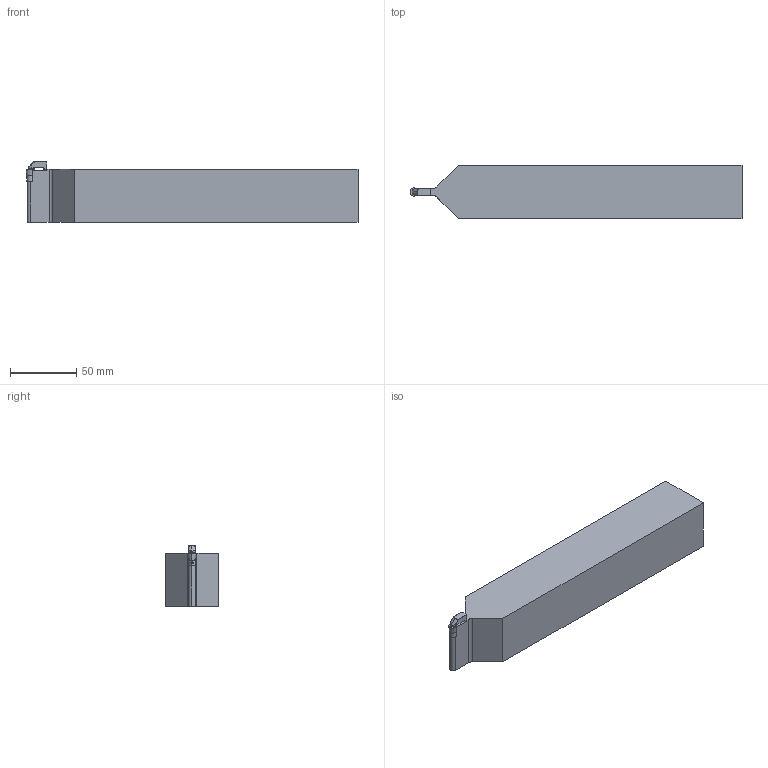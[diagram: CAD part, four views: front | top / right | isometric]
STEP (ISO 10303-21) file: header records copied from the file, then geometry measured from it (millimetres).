
FILE_DESCRIPTION (( 'STEP AP214' ), '1' );
FILE_NAME ('CRDCN-4040-S06CV-LIGHT.STP', '2023-10-25T17:03:03', ( '' ), ( '' ), 'SwSTEP 2.0', 'SolidWorks 2018', '' );
FILE_SCHEMA (( 'AUTOMOTIVE_DESIGN' ));
Length unit declared in the file: millimetre
Products named in the file (1): CRDCN-4040-S06CV-LIGHT
Bounding box: 250 x 40 x 45.5 mm (x, y, z)
Volume: 361299.8 mm3; surface area: 40750.2 mm2
Topology: 2 solids, 2 shells, 159 faces, 404 edges, 246 vertices
Faces by surface type: plane 80, cylinder 49, cone 24, bspline 4, torus 2
Entity records: 7718 total; most frequent: CARTESIAN_POINT 2263, ORIENTED_EDGE 804, DIRECTION 724, EDGE_CURVE 402, AXIS2_PLACEMENT_3D 258, VERTEX_POINT 246, LINE 208, VECTOR 208
